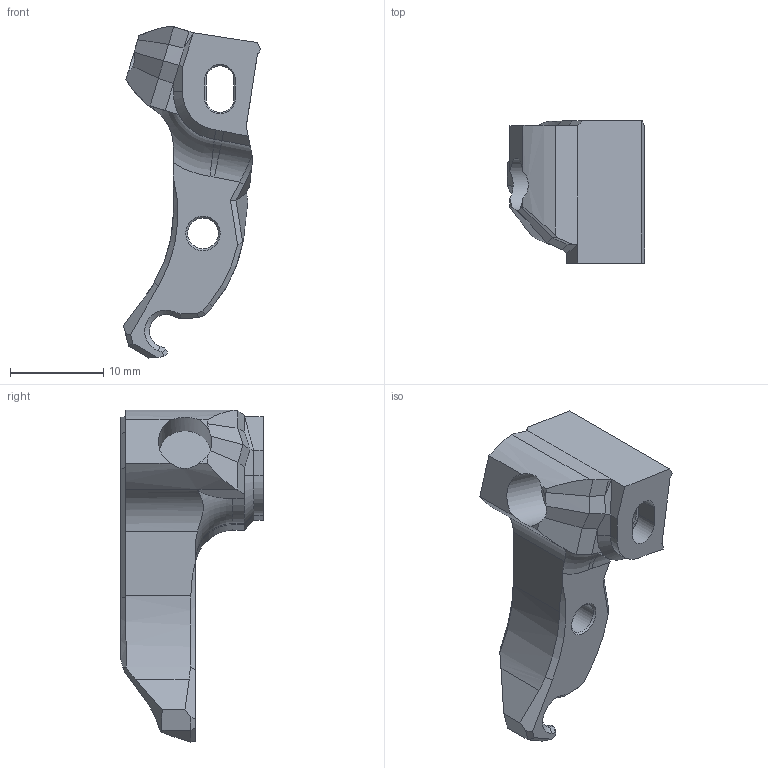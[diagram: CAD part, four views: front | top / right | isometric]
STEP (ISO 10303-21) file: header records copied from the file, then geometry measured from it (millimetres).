
FILE_DESCRIPTION(/* description */ (''),/* implementation_level */ '2;1');
FILE_NAME(/* name */ 'Cutting_Arm_no_depressor.step',/* time_stamp */ '2024-04-05T09:14:45+02:00',/* author */ (''),/* organization */ (''),/* preprocessor_version */ 'ST-DEVELOPER v20',/* originating_system */ 'Autodesk Translation Framework v12.20.1.177',/* authorisation */ '');
FILE_SCHEMA (('AUTOMOTIVE_DESIGN { 1 0 10303 214 3 1 1 }'));
Length unit declared in the file: millimetre
Products named in the file (3): (Non enregistré); Composant1; Composant2
Assembly tree (2 placements, depth 2):
  (Non enregistré)
    Composant1
    Composant2
Bounding box: 14.71 x 15.25 x 35.59 mm (x, y, z)
Volume: 2215.8 mm3; surface area: 2525.6 mm2
Topology: 2 solids, 3 shells, 186 faces, 490 edges, 310 vertices
Faces by surface type: plane 113, cylinder 37, cone 23, bspline 11, torus 2
Full cylindrical faces by diameter (mm): 3.3 x1, 4.296 x1, 5.7 x1
Entity records: 6454 total; most frequent: CARTESIAN_POINT 1814, ORIENTED_EDGE 980, DIRECTION 911, EDGE_CURVE 490, VERTEX_POINT 310, LINE 309, VECTOR 309, AXIS2_PLACEMENT_3D 301
